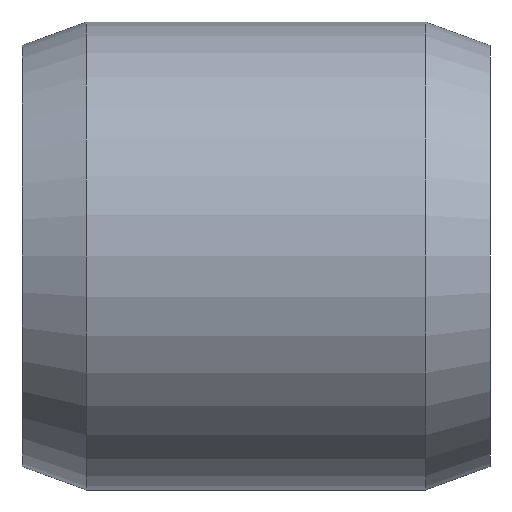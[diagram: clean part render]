
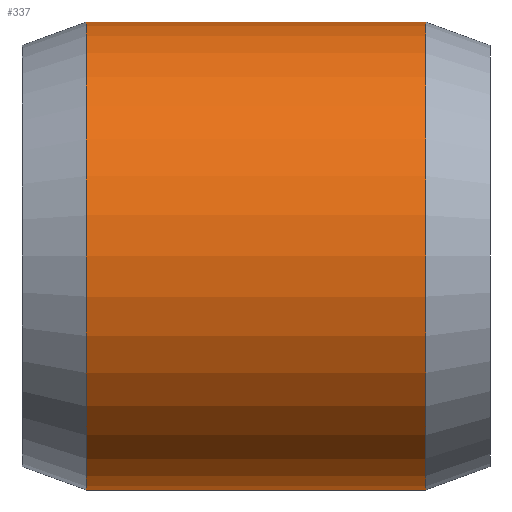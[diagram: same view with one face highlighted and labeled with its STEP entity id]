
A CAD part, left-side view. The second image highlights one B-rep face of the part: STEP entity #337.
In plain terms, the highlighted cylindrical face has radius 20 mm (diameter 40 mm), a partial arc.
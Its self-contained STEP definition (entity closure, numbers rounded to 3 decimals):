
#23 = CARTESIAN_POINT ( 'NONE',  ( 0., 40., 20. ) ) ;
#38 = DIRECTION ( 'NONE',  ( 0., -1., 0. ) ) ;
#60 = CARTESIAN_POINT ( 'NONE',  ( 0., 40., -20. ) ) ;
#64 = ORIENTED_EDGE ( 'NONE', *, *, #252, .F. ) ;
#85 = ORIENTED_EDGE ( 'NONE', *, *, #436, .T. ) ;
#96 = CARTESIAN_POINT ( 'NONE',  ( 0., 34.505, 0. ) ) ;
#131 = VERTEX_POINT ( 'NONE', #245 ) ;
#144 = VECTOR ( 'NONE', #486, 1000. ) ;
#159 = AXIS2_PLACEMENT_3D ( 'NONE', #311, #269, #471 ) ;
#164 = ORIENTED_EDGE ( 'NONE', *, *, #292, .T. ) ;
#171 = DIRECTION ( 'NONE',  ( 0., 0., 1. ) ) ;
#179 = FACE_OUTER_BOUND ( 'NONE', #217, .T. ) ;
#189 = AXIS2_PLACEMENT_3D ( 'NONE', #220, #38, #470 ) ;
#212 = LINE ( 'NONE', #60, #144 ) ;
#217 = EDGE_LOOP ( 'NONE', ( #64, #262, #164, #85 ) ) ;
#220 = CARTESIAN_POINT ( 'NONE',  ( 0., 40., 0. ) ) ;
#227 = CYLINDRICAL_SURFACE ( 'NONE', #189, 20. ) ;
#229 = EDGE_CURVE ( 'NONE', #383, #444, #363, .T. ) ;
#245 = CARTESIAN_POINT ( 'NONE',  ( 0., 5.495, 20. ) ) ;
#252 = EDGE_CURVE ( 'NONE', #383, #131, #298, .T. ) ;
#262 = ORIENTED_EDGE ( 'NONE', *, *, #229, .T. ) ;
#269 = DIRECTION ( 'NONE',  ( 0., 1., 0. ) ) ;
#288 = VECTOR ( 'NONE', #370, 1000. ) ;
#292 = EDGE_CURVE ( 'NONE', #444, #336, #212, .T. ) ;
#298 = LINE ( 'NONE', #23, #288 ) ;
#311 = CARTESIAN_POINT ( 'NONE',  ( 0., 5.495, 0. ) ) ;
#336 = VERTEX_POINT ( 'NONE', #423 ) ;
#337 = ADVANCED_FACE ( 'NONE', ( #179 ), #227, .T. ) ;
#347 = CARTESIAN_POINT ( 'NONE',  ( 0., 34.505, 20. ) ) ;
#355 = AXIS2_PLACEMENT_3D ( 'NONE', #96, #451, #171 ) ;
#363 = CIRCLE ( 'NONE', #355, 20. ) ;
#370 = DIRECTION ( 'NONE',  ( 0., -1., 0. ) ) ;
#383 = VERTEX_POINT ( 'NONE', #347 ) ;
#423 = CARTESIAN_POINT ( 'NONE',  ( 0., 5.495, -20. ) ) ;
#425 = CARTESIAN_POINT ( 'NONE',  ( 0., 34.505, -20. ) ) ;
#436 = EDGE_CURVE ( 'NONE', #336, #131, #465, .T. ) ;
#444 = VERTEX_POINT ( 'NONE', #425 ) ;
#451 = DIRECTION ( 'NONE',  ( 0., -1., 0. ) ) ;
#465 = CIRCLE ( 'NONE', #159, 20. ) ;
#470 = DIRECTION ( 'NONE',  ( 0., 0., -1. ) ) ;
#471 = DIRECTION ( 'NONE',  ( 0., 0., 1. ) ) ;
#486 = DIRECTION ( 'NONE',  ( 0., -1., 0. ) ) ;
